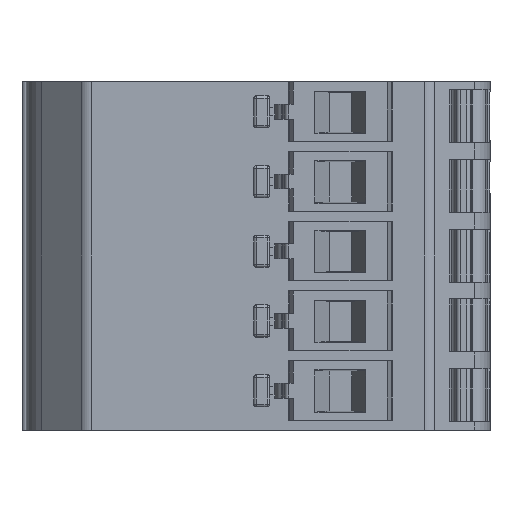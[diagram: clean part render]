
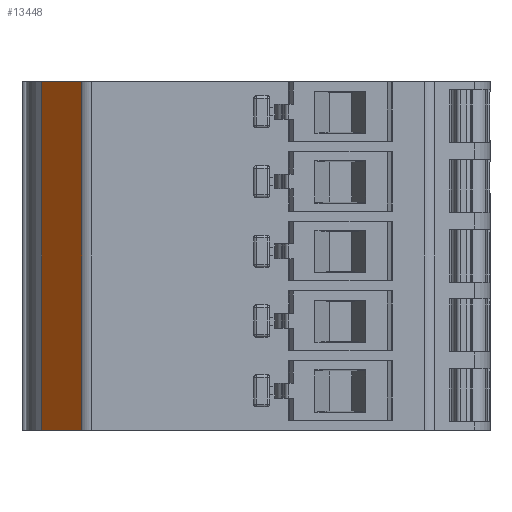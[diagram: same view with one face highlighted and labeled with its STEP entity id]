
A CAD part, front view. The second image highlights one B-rep face of the part: STEP entity #13448.
In plain terms, the highlighted planar face has unit normal (-0.707, -0.707, 0).
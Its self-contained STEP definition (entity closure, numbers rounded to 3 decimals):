
#156 = EDGE_LOOP ( 'NONE', ( #24533, #25294, #15723, #20850 ) ) ;
#851 = CARTESIAN_POINT ( 'NONE',  ( -19.287, 15.374, -31.206 ) ) ;
#1126 = CARTESIAN_POINT ( 'NONE',  ( -22.272, 18.359, -20.85 ) ) ;
#1325 = DIRECTION ( 'NONE',  ( 0.707, -0.707, 0. ) ) ;
#2207 = VECTOR ( 'NONE', #16987, 1000. ) ;
#10415 = VECTOR ( 'NONE', #13887, 1000. ) ;
#10740 = AXIS2_PLACEMENT_3D ( 'NONE', #16395, #16589, #1325 ) ;
#10785 = CARTESIAN_POINT ( 'NONE',  ( -19.287, 15.374, -20.85 ) ) ;
#10992 = VERTEX_POINT ( 'NONE', #16260 ) ;
#11486 = DIRECTION ( 'NONE',  ( 0.707, -0.707, 0. ) ) ;
#13295 = EDGE_CURVE ( 'NONE', #17531, #14931, #16501, .T. ) ;
#13448 = ADVANCED_FACE ( 'NONE', ( #26673 ), #26874, .T. ) ;
#13887 = DIRECTION ( 'NONE',  ( 0.707, -0.707, 0. ) ) ;
#14931 = VERTEX_POINT ( 'NONE', #10785 ) ;
#15476 = DIRECTION ( 'NONE',  ( 0., 0., 1. ) ) ;
#15723 = ORIENTED_EDGE ( 'NONE', *, *, #16721, .T. ) ;
#15879 = CARTESIAN_POINT ( 'NONE',  ( -22.272, 18.359, 5.15 ) ) ;
#15964 = LINE ( 'NONE', #15879, #10415 ) ;
#16260 = CARTESIAN_POINT ( 'NONE',  ( -19.287, 15.374, 5.15 ) ) ;
#16395 = CARTESIAN_POINT ( 'NONE',  ( -19.287, 15.374, -31.206 ) ) ;
#16501 = LINE ( 'NONE', #17614, #18805 ) ;
#16589 = DIRECTION ( 'NONE',  ( -0.707, -0.707, 0. ) ) ;
#16721 = EDGE_CURVE ( 'NONE', #14931, #10992, #22561, .T. ) ;
#16987 = DIRECTION ( 'NONE',  ( 0., 0., -1. ) ) ;
#17531 = VERTEX_POINT ( 'NONE', #1126 ) ;
#17614 = CARTESIAN_POINT ( 'NONE',  ( -19.287, 15.374, -20.85 ) ) ;
#18329 = VERTEX_POINT ( 'NONE', #26782 ) ;
#18805 = VECTOR ( 'NONE', #11486, 1000. ) ;
#19292 = CARTESIAN_POINT ( 'NONE',  ( -22.272, 18.359, -31.206 ) ) ;
#19558 = LINE ( 'NONE', #19292, #2207 ) ;
#20289 = VECTOR ( 'NONE', #15476, 1000. ) ;
#20850 = ORIENTED_EDGE ( 'NONE', *, *, #25428, .F. ) ;
#22561 = LINE ( 'NONE', #851, #20289 ) ;
#24533 = ORIENTED_EDGE ( 'NONE', *, *, #25751, .T. ) ;
#25294 = ORIENTED_EDGE ( 'NONE', *, *, #13295, .T. ) ;
#25428 = EDGE_CURVE ( 'NONE', #18329, #10992, #15964, .T. ) ;
#25751 = EDGE_CURVE ( 'NONE', #18329, #17531, #19558, .T. ) ;
#26673 = FACE_OUTER_BOUND ( 'NONE', #156, .T. ) ;
#26782 = CARTESIAN_POINT ( 'NONE',  ( -22.272, 18.359, 5.15 ) ) ;
#26874 = PLANE ( 'NONE',  #10740 ) ;
